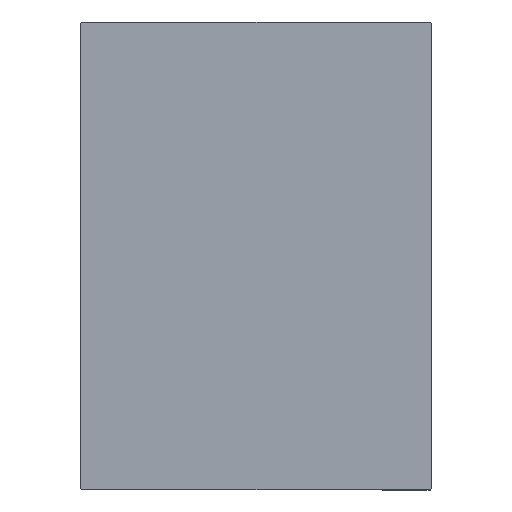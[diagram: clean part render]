
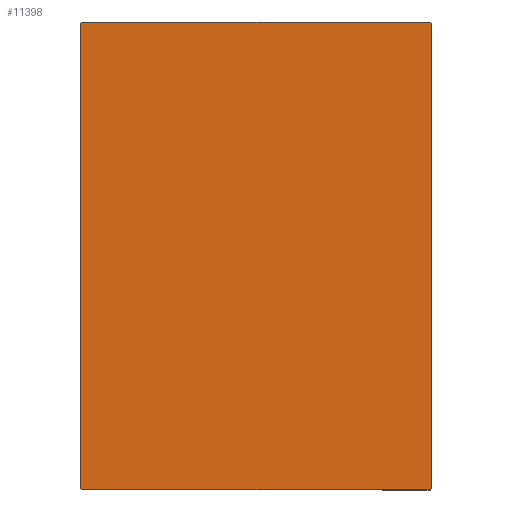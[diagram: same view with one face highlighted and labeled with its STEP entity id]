
A CAD part, left-side view. The second image highlights one B-rep face of the part: STEP entity #11398.
In plain terms, the highlighted face is planar.
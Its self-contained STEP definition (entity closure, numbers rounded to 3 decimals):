
#13 = DIRECTION ( 'NONE',  ( 0., 0., -1. ) ) ;
#349 = EDGE_CURVE ( 'NONE', #13323, #14975, #39955, .T. ) ;
#644 = CARTESIAN_POINT ( 'NONE',  ( 153., 37.2, -50. ) ) ;
#1169 = CARTESIAN_POINT ( 'NONE',  ( 153., -37.5, -50. ) ) ;
#1235 = LINE ( 'NONE', #41101, #5333 ) ;
#2237 = EDGE_CURVE ( 'NONE', #21794, #41307, #34837, .T. ) ;
#3208 = VERTEX_POINT ( 'NONE', #644 ) ;
#3378 = CARTESIAN_POINT ( 'NONE',  ( 153., -43.6, -43.6 ) ) ;
#3867 = DIRECTION ( 'NONE',  ( 0., -0.707, -0.707 ) ) ;
#4038 = DIRECTION ( 'NONE',  ( 0., 0.707, -0.707 ) ) ;
#5333 = VECTOR ( 'NONE', #3867, 1000. ) ;
#6521 = VECTOR ( 'NONE', #27907, 1000. ) ;
#7081 = CARTESIAN_POINT ( 'NONE',  ( 153., 43.6, 43.6 ) ) ;
#8119 = ORIENTED_EDGE ( 'NONE', *, *, #17101, .T. ) ;
#8285 = VERTEX_POINT ( 'NONE', #18608 ) ;
#10318 = CARTESIAN_POINT ( 'NONE',  ( 153., 0., 0. ) ) ;
#10431 = EDGE_CURVE ( 'NONE', #14933, #8285, #21964, .T. ) ;
#11398 = ADVANCED_FACE ( 'NONE', ( #40323 ), #13596, .T. ) ;
#11524 = VECTOR ( 'NONE', #26100, 1000. ) ;
#12434 = CARTESIAN_POINT ( 'NONE',  ( 153., -37.5, 50. ) ) ;
#12688 = LINE ( 'NONE', #36145, #32923 ) ;
#13323 = VERTEX_POINT ( 'NONE', #23936 ) ;
#13596 = PLANE ( 'NONE',  #22716 ) ;
#14933 = VERTEX_POINT ( 'NONE', #41902 ) ;
#14975 = VERTEX_POINT ( 'NONE', #18459 ) ;
#15504 = DIRECTION ( 'NONE',  ( 0., 0., -1. ) ) ;
#15919 = ORIENTED_EDGE ( 'NONE', *, *, #18633, .T. ) ;
#16714 = DIRECTION ( 'NONE',  ( 0., -0.707, 0.707 ) ) ;
#17101 = EDGE_CURVE ( 'NONE', #3208, #21794, #12688, .T. ) ;
#17169 = LINE ( 'NONE', #7081, #26083 ) ;
#17667 = ORIENTED_EDGE ( 'NONE', *, *, #19515, .T. ) ;
#18219 = ORIENTED_EDGE ( 'NONE', *, *, #10431, .T. ) ;
#18459 = CARTESIAN_POINT ( 'NONE',  ( 153., -37.5, -49.7 ) ) ;
#18608 = CARTESIAN_POINT ( 'NONE',  ( 153., -37.2, 50. ) ) ;
#18633 = EDGE_CURVE ( 'NONE', #14975, #27806, #27058, .T. ) ;
#19312 = CARTESIAN_POINT ( 'NONE',  ( 153., 37.5, 50. ) ) ;
#19475 = DIRECTION ( 'NONE',  ( 0., 0.707, 0.707 ) ) ;
#19515 = EDGE_CURVE ( 'NONE', #41307, #14933, #17169, .T. ) ;
#21794 = VERTEX_POINT ( 'NONE', #33517 ) ;
#21964 = LINE ( 'NONE', #19312, #11524 ) ;
#22716 = AXIS2_PLACEMENT_3D ( 'NONE', #10318, #37469, #13 ) ;
#23936 = CARTESIAN_POINT ( 'NONE',  ( 153., -37.5, 49.7 ) ) ;
#26083 = VECTOR ( 'NONE', #16714, 1000. ) ;
#26100 = DIRECTION ( 'NONE',  ( 0., -1., 0. ) ) ;
#27058 = LINE ( 'NONE', #3378, #27933 ) ;
#27806 = VERTEX_POINT ( 'NONE', #33282 ) ;
#27907 = DIRECTION ( 'NONE',  ( 0., 1., 0. ) ) ;
#27933 = VECTOR ( 'NONE', #4038, 1000. ) ;
#28584 = CARTESIAN_POINT ( 'NONE',  ( 153., 37.5, 49.7 ) ) ;
#31175 = VECTOR ( 'NONE', #15504, 1000. ) ;
#31759 = DIRECTION ( 'NONE',  ( 0., 0., 1. ) ) ;
#31974 = CARTESIAN_POINT ( 'NONE',  ( 153., 37.5, -50. ) ) ;
#32923 = VECTOR ( 'NONE', #19475, 1000. ) ;
#33282 = CARTESIAN_POINT ( 'NONE',  ( 153., -37.2, -50. ) ) ;
#33517 = CARTESIAN_POINT ( 'NONE',  ( 153., 37.5, -49.7 ) ) ;
#33934 = EDGE_LOOP ( 'NONE', ( #36096, #8119, #35636, #17667, #18219, #39903, #40789, #15919 ) ) ;
#34461 = EDGE_CURVE ( 'NONE', #8285, #13323, #1235, .T. ) ;
#34472 = LINE ( 'NONE', #1169, #6521 ) ;
#34837 = LINE ( 'NONE', #31974, #40538 ) ;
#35636 = ORIENTED_EDGE ( 'NONE', *, *, #2237, .T. ) ;
#36096 = ORIENTED_EDGE ( 'NONE', *, *, #40346, .T. ) ;
#36145 = CARTESIAN_POINT ( 'NONE',  ( 153., 43.6, -43.6 ) ) ;
#37469 = DIRECTION ( 'NONE',  ( 1., 0., 0. ) ) ;
#39903 = ORIENTED_EDGE ( 'NONE', *, *, #34461, .T. ) ;
#39955 = LINE ( 'NONE', #12434, #31175 ) ;
#40323 = FACE_OUTER_BOUND ( 'NONE', #33934, .T. ) ;
#40346 = EDGE_CURVE ( 'NONE', #27806, #3208, #34472, .T. ) ;
#40538 = VECTOR ( 'NONE', #31759, 1000. ) ;
#40789 = ORIENTED_EDGE ( 'NONE', *, *, #349, .T. ) ;
#41101 = CARTESIAN_POINT ( 'NONE',  ( 153., -43.6, 43.6 ) ) ;
#41307 = VERTEX_POINT ( 'NONE', #28584 ) ;
#41902 = CARTESIAN_POINT ( 'NONE',  ( 153., 37.2, 50. ) ) ;
